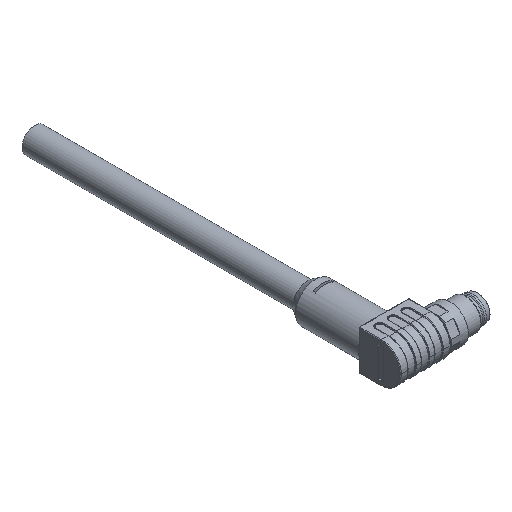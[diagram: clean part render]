
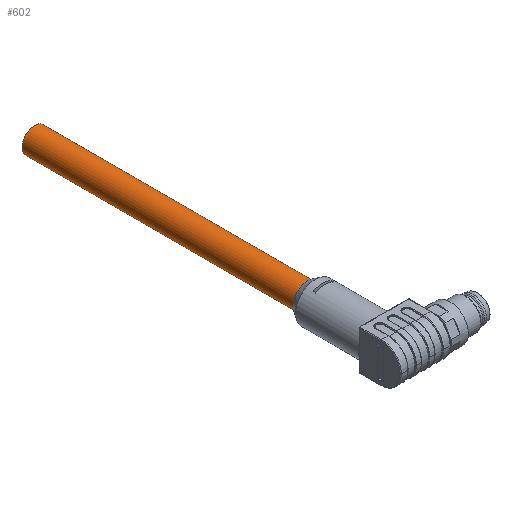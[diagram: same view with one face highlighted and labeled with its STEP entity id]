
A CAD part, isometric view. The second image highlights one B-rep face of the part: STEP entity #602.
In plain terms, the highlighted cylindrical face has radius 3.25 mm (diameter 6.5 mm), a full revolution.
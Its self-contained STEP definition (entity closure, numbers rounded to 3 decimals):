
#165=FACE_BOUND('',#1229,.T.);
#166=FACE_BOUND('',#1230,.T.);
#278=CYLINDRICAL_SURFACE('',#4733,3.25);
#602=ADVANCED_FACE('',(#165,#166),#278,.T.);
#1229=EDGE_LOOP('',(#2723));
#1230=EDGE_LOOP('',(#2724));
#1531=CIRCLE('',#4729,3.25);
#1532=CIRCLE('',#4731,3.25);
#2723=ORIENTED_EDGE('',*,*,#3681,.T.);
#2724=ORIENTED_EDGE('',*,*,#3680,.F.);
#3084=VERTEX_POINT('',#7663);
#3085=VERTEX_POINT('',#7666);
#3680=EDGE_CURVE('',#3084,#3084,#1531,.T.);
#3681=EDGE_CURVE('',#3085,#3085,#1532,.T.);
#4729=AXIS2_PLACEMENT_3D('',#7662,#6099,#6100);
#4731=AXIS2_PLACEMENT_3D('',#7665,#6103,#6104);
#4733=AXIS2_PLACEMENT_3D('',#7668,#6107,#6108);
#6099=DIRECTION('',(0.,-1.,0.));
#6100=DIRECTION('',(0.,0.,-1.));
#6103=DIRECTION('',(0.,-1.,0.));
#6104=DIRECTION('',(0.,0.,-1.));
#6107=DIRECTION('',(0.,-1.,0.));
#6108=DIRECTION('',(-0.707,0.,0.707));
#7662=CARTESIAN_POINT('',(105.675,14.501,0.));
#7663=CARTESIAN_POINT('',(105.675,14.501,-3.25));
#7665=CARTESIAN_POINT('',(105.675,85.499,0.));
#7666=CARTESIAN_POINT('',(105.675,85.499,-3.25));
#7668=CARTESIAN_POINT('',(105.675,64.975,0.));
